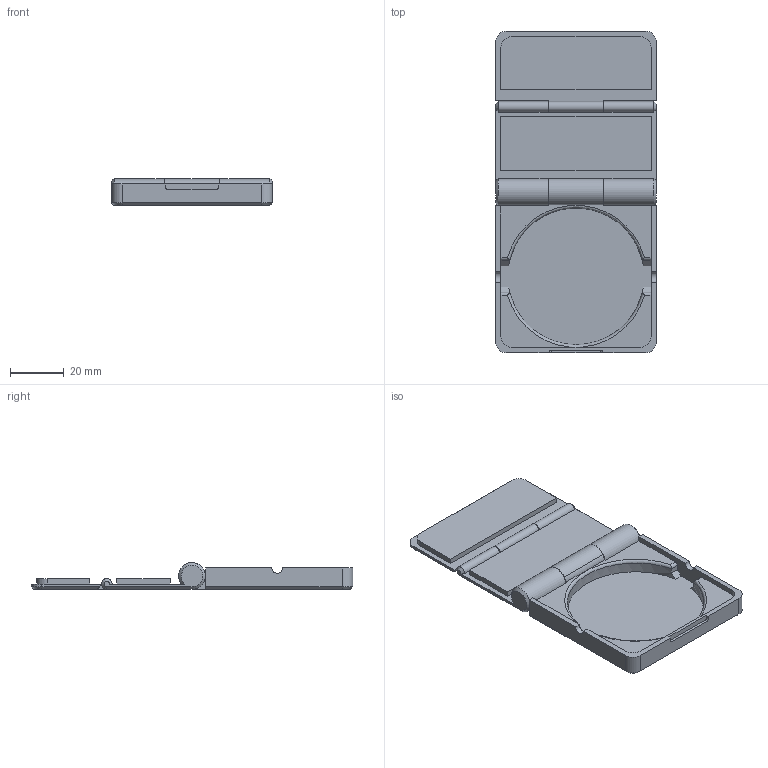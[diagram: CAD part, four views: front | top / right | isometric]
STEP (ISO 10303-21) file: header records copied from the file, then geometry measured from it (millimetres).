
FILE_DESCRIPTION(/* description */ (''),/* implementation_level */ '2;1');
FILE_NAME(/* name */ 'HingedDisplayBox.step',/* time_stamp */ '2020-12-22T01:44:46-08:00',/* author */ (''),/* organization */ (''),/* preprocessor_version */ 'ST-DEVELOPER v18.1',/* originating_system */ 'Autodesk Translation Framework v9.7.1.1290',/* authorisation */ '');
FILE_SCHEMA (('AUTOMOTIVE_DESIGN { 1 0 10303 214 3 1 1 }'));
Length unit declared in the file: millimetre
Products named in the file (4): Hinged Display Box; Box; Lid Mid; Lid Front
Assembly tree (3 placements, depth 2):
  Hinged Display Box
    Box
    Lid Mid
    Lid Front
Bounding box: 60 x 120 x 10 mm (x, y, z)
Volume: 25619.7 mm3; surface area: 19660.1 mm2
Topology: 3 solids, 3 shells, 298 faces, 812 edges, 536 vertices
Faces by surface type: plane 164, bspline 88, cylinder 28, cone 8, sphere 8, torus 2
Entity records: 10296 total; most frequent: CARTESIAN_POINT 3198, ORIENTED_EDGE 1608, DIRECTION 1142, EDGE_CURVE 804, LINE 538, VECTOR 538, VERTEX_POINT 536, EDGE_LOOP 322
